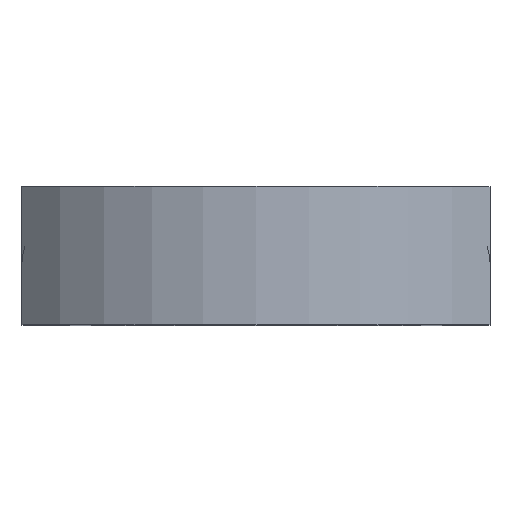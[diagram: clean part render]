
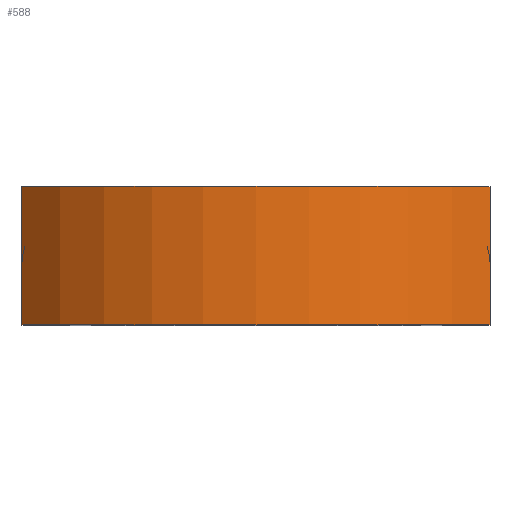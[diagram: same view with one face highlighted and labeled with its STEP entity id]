
A CAD part, top view. The second image highlights one B-rep face of the part: STEP entity #588.
In plain terms, the highlighted cylindrical face has radius 22.5 mm (diameter 45 mm), a partial arc.
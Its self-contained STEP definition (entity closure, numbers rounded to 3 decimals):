
#62=FACE_OUTER_BOUND('',#96,.T.);
#96=EDGE_LOOP('',(#533,#534,#535,#536,#537,#538));
#109=CIRCLE('',#638,22.5);
#112=CIRCLE('',#646,22.5);
#158=LINE('',#1347,#200);
#171=LINE('',#1375,#213);
#181=LINE('',#1399,#223);
#182=LINE('',#1400,#224);
#200=VECTOR('',#712,10.);
#213=VECTOR('',#733,10.);
#223=VECTOR('',#759,10.);
#224=VECTOR('',#760,10.);
#253=VERTEX_POINT('',#1322);
#263=VERTEX_POINT('',#1346);
#267=VERTEX_POINT('',#1357);
#274=VERTEX_POINT('',#1373);
#279=VERTEX_POINT('',#1396);
#280=VERTEX_POINT('',#1397);
#326=EDGE_CURVE('',#263,#253,#158,.T.);
#341=EDGE_CURVE('',#267,#274,#171,.T.);
#353=EDGE_CURVE('',#253,#279,#181,.T.);
#354=EDGE_CURVE('',#280,#267,#182,.T.);
#355=EDGE_CURVE('',#279,#280,#109,.T.);
#366=EDGE_CURVE('',#263,#274,#112,.T.);
#533=ORIENTED_EDGE('',*,*,#326,.T.);
#534=ORIENTED_EDGE('',*,*,#353,.T.);
#535=ORIENTED_EDGE('',*,*,#355,.T.);
#536=ORIENTED_EDGE('',*,*,#354,.T.);
#537=ORIENTED_EDGE('',*,*,#341,.T.);
#538=ORIENTED_EDGE('',*,*,#366,.F.);
#556=CYLINDRICAL_SURFACE('',#648,22.5);
#588=ADVANCED_FACE('',(#62),#556,.T.);
#638=AXIS2_PLACEMENT_3D('',#1402,#763,#764);
#646=AXIS2_PLACEMENT_3D('',#2573,#779,#780);
#648=AXIS2_PLACEMENT_3D('',#2575,#783,#784);
#712=DIRECTION('',(0.,1.,0.));
#733=DIRECTION('',(0.,-1.,0.));
#759=DIRECTION('',(0.,1.,0.));
#760=DIRECTION('',(0.,-1.,0.));
#763=DIRECTION('center_axis',(0.,-1.,0.));
#764=DIRECTION('ref_axis',(1.,0.,0.));
#779=DIRECTION('center_axis',(0.,-1.,0.));
#780=DIRECTION('ref_axis',(1.,0.,0.));
#783=DIRECTION('center_axis',(0.,-1.,0.));
#784=DIRECTION('ref_axis',(1.,0.,0.));
#1322=CARTESIAN_POINT('',(16.939,-3.,-5.19));
#1346=CARTESIAN_POINT('',(16.939,-7.5,-5.19));
#1347=CARTESIAN_POINT('',(16.939,2.5,-5.19));
#1357=CARTESIAN_POINT('',(-16.939,-3.,-5.19));
#1373=CARTESIAN_POINT('',(-16.939,-7.5,-5.19));
#1375=CARTESIAN_POINT('',(-16.939,2.5,-5.19));
#1396=CARTESIAN_POINT('',(16.939,2.5,-5.19));
#1397=CARTESIAN_POINT('',(-16.939,2.5,-5.19));
#1399=CARTESIAN_POINT('',(16.939,2.5,-5.19));
#1400=CARTESIAN_POINT('',(-16.939,2.5,-5.19));
#1402=CARTESIAN_POINT('Origin',(0.,2.5,-20.));
#2573=CARTESIAN_POINT('Origin',(0.,-7.5,-20.));
#2575=CARTESIAN_POINT('Origin',(0.,2.5,-20.));
